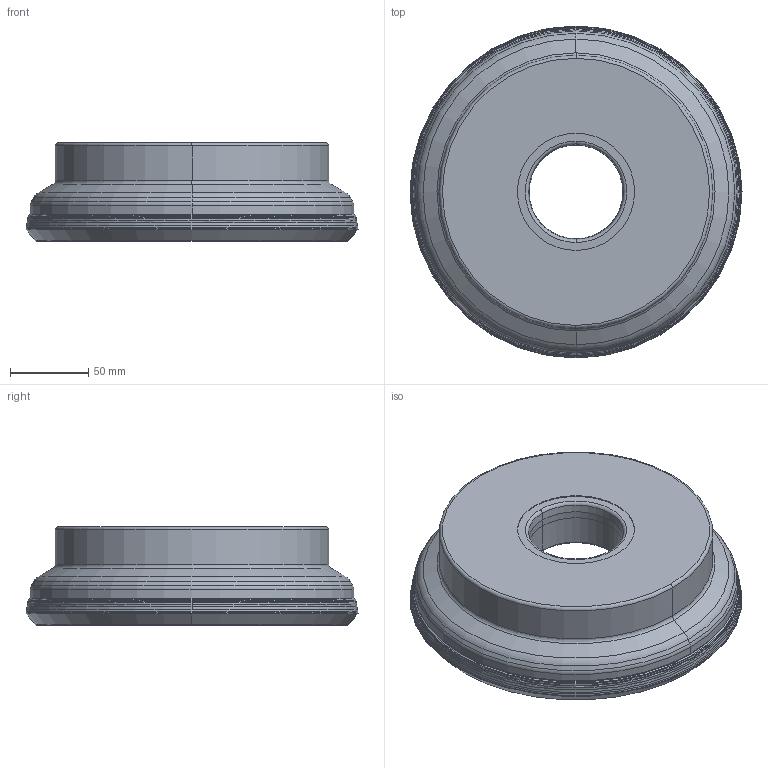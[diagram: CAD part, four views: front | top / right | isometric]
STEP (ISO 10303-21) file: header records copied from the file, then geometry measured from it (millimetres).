
FILE_DESCRIPTION(/* description */ (''),/* implementation_level */ '2;1');
FILE_NAME(/* name */ 'AHX640S-200C12NR_MR0_8.stp',/* time_stamp */ '2021-02-02T08:17:52+09:00',/* author */ (''),/* organization */ (''),/* preprocessor_version */ 'ST-DEVELOPER v16',/* originating_system */ 'SIEMENS PLM Software NX 10.0',/* authorisation */ '');
FILE_SCHEMA (('AUTOMOTIVE_DESIGN { 1 0 10303 214 3 1 1 1 }'));
Length unit declared in the file: millimetre
Products named in the file (1): AHX640S-200C12NR_MR0_8_ASM
Bounding box: 212.55 x 212.55 x 63 mm (x, y, z)
Volume: 1352894.6 mm3; surface area: 147413.9 mm2
Topology: 2 solids, 2 shells, 197 faces, 505 edges, 389 vertices
Faces by surface type: torus 82, revolution 54, cone 34, cylinder 12, bspline 8, plane 7
Entity records: 7262 total; most frequent: CARTESIAN_POINT 2236, DIRECTION 1102, ORIENTED_EDGE 868, AXIS2_PLACEMENT_3D 496, EDGE_CURVE 434, CIRCLE 350, VERTEX_POINT 244, EDGE_LOOP 204
